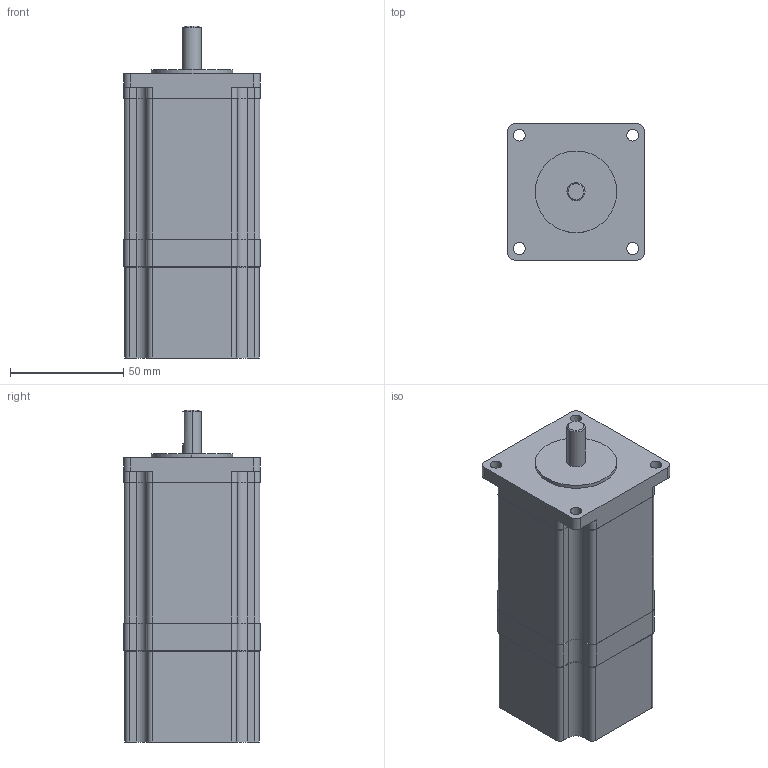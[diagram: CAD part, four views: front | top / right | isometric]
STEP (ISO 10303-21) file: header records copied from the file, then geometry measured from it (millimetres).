
FILE_DESCRIPTION (( 'STEP AP203' ), '1' );
FILE_NAME ('60CM30X-BZ.STEP', '2021-04-22T03:30:27', ( 'Owner' ), ( 'Organization' ), 'SwSTEP 2.0', 'SolidWorks 2020', '' );
FILE_SCHEMA (( 'CONFIG_CONTROL_DESIGN' ));
Length unit declared in the file: millimetre
Products named in the file (1): 60CM30X-BZ
Bounding box: 60.2 x 60.2 x 146.5 mm (x, y, z)
Surface area: 36517.4 mm2 (no closed solid volume)
Topology: 0 solids, 3 shells, 156 faces, 392 edges, 245 vertices
Faces by surface type: cylinder 78, plane 62, torus 12, cone 4
Entity records: 4771 total; most frequent: DIRECTION 865, CARTESIAN_POINT 817, ORIENTED_EDGE 782, EDGE_CURVE 392, AXIS2_PLACEMENT_3D 319, VERTEX_POINT 245, VECTOR 227, LINE 227
